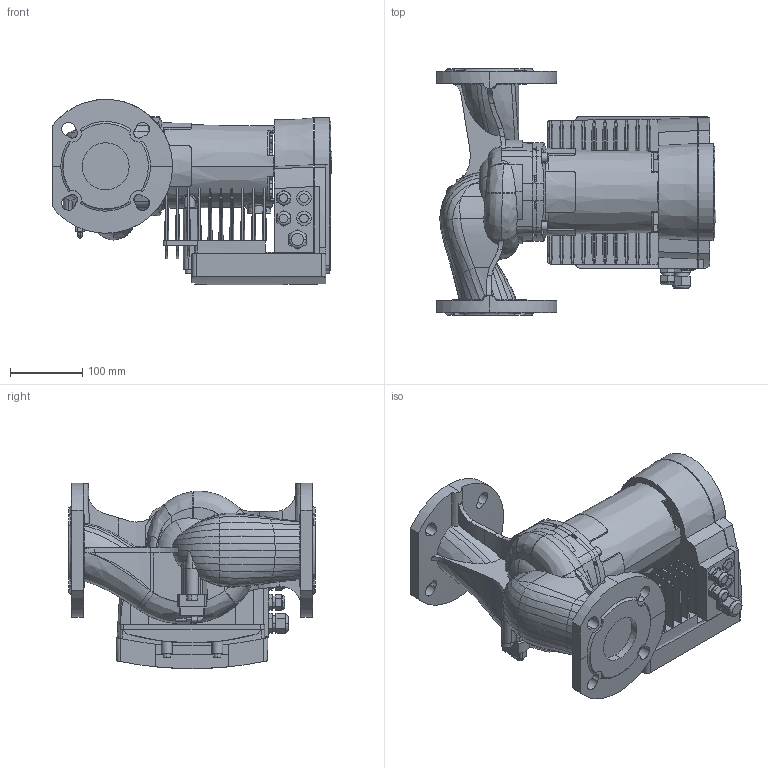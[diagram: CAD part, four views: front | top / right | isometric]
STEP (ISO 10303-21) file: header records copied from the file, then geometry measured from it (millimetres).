
FILE_DESCRIPTION (( 'STEP AP203' ), '1' );
FILE_NAME ('ModulA 65-15 340 RED.STEP', '2014-07-15T11:17:11', ( '' ), ( '' ), 'SwSTEP 2.0', 'SolidWorks 2011', '' );
FILE_SCHEMA (( 'CONFIG_CONTROL_DESIGN' ));
Length unit declared in the file: millimetre
Products named in the file (1): ModulA 65-15 340 RED
Bounding box: 386.6 x 340 x 256 mm (x, y, z)
Volume: 10426596.9 mm3; surface area: 1023847.2 mm2
Topology: 12 solids, 13 shells, 1548 faces, 4129 edges, 2655 vertices
Faces by surface type: plane 524, bspline 496, cylinder 347, cone 137, torus 40, sphere 4
Entity records: 87974 total; most frequent: CARTESIAN_POINT 54025, ORIENTED_EDGE 8214, DIRECTION 5258, EDGE_CURVE 4107, VERTEX_POINT 2655, AXIS2_PLACEMENT_3D 1854, EDGE_LOOP 1642, B_SPLINE_CURVE_WITH_KNOTS 1583
